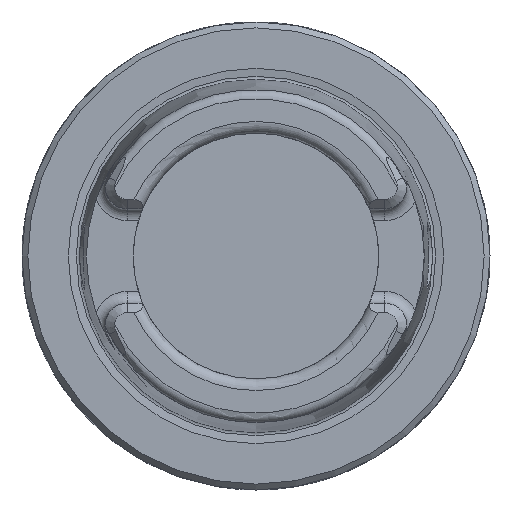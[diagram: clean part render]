
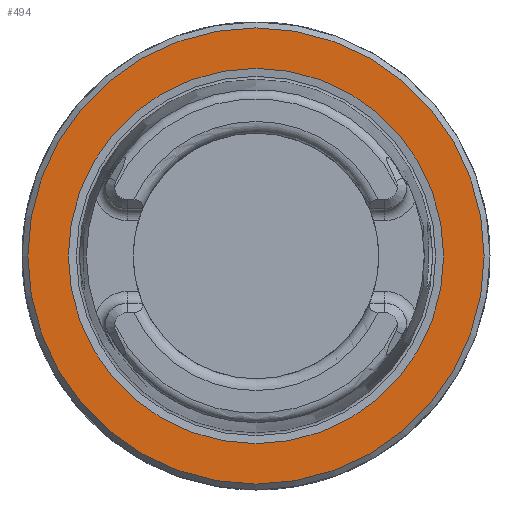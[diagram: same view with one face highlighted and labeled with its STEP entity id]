
A CAD part, left-side view. The second image highlights one B-rep face of the part: STEP entity #494.
In plain terms, the highlighted planar face has unit normal (-1, 0, 0).
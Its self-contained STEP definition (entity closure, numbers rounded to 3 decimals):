
#494 = ADVANCED_FACE( '', ( #1166, #1167 ), #1168, .T. );
#1166 = FACE_BOUND( '', #2036, .T. );
#1167 = FACE_OUTER_BOUND( '', #2037, .T. );
#1168 = PLANE( '', #2038 );
#2036 = EDGE_LOOP( '', ( #3482 ) );
#2037 = EDGE_LOOP( '', ( #3483 ) );
#2038 = AXIS2_PLACEMENT_3D( '', #3484, #3485, #3486 );
#3482 = ORIENTED_EDGE( '', *, *, #4974, .T. );
#3483 = ORIENTED_EDGE( '', *, *, #5137, .F. );
#3484 = CARTESIAN_POINT( '', ( 0., 0., -16.04 ) );
#3485 = DIRECTION( '', ( -1., 0., 0. ) );
#3486 = DIRECTION( '', ( 0., 0., 1. ) );
#4974 = EDGE_CURVE( '', #5904, #5904, #5905, .T. );
#5137 = EDGE_CURVE( '', #6177, #6177, #6178, .T. );
#5904 = VERTEX_POINT( '', #7358 );
#5905 = CIRCLE( '', #7359, 16.04 );
#6177 = VERTEX_POINT( '', #7841 );
#6178 = CIRCLE( '', #7842, 19.5 );
#7358 = CARTESIAN_POINT( '', ( 0., 0., -16.04 ) );
#7359 = AXIS2_PLACEMENT_3D( '', #9986, #9987, #9988 );
#7841 = CARTESIAN_POINT( '', ( 0., 0., -19.5 ) );
#7842 = AXIS2_PLACEMENT_3D( '', #10163, #10164, #10165 );
#9986 = CARTESIAN_POINT( '', ( 0., 0., 0. ) );
#9987 = DIRECTION( '', ( 1., 0., 0. ) );
#9988 = DIRECTION( '', ( 0., 0., -1. ) );
#10163 = CARTESIAN_POINT( '', ( 0., 0., 0. ) );
#10164 = DIRECTION( '', ( 1., 0., 0. ) );
#10165 = DIRECTION( '', ( 0., 0., -1. ) );
